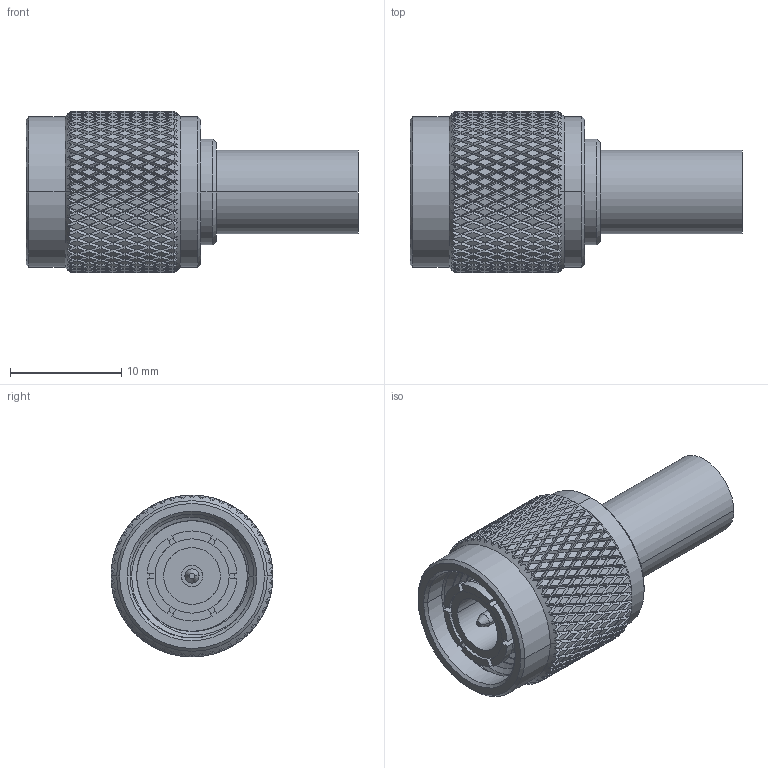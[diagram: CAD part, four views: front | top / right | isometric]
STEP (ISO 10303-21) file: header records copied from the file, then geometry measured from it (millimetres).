
FILE_DESCRIPTION (( 'STEP AP214' ), '1' );
FILE_NAME ('FMCN5291_3D.step', '2024-10-10T23:11:28', ( '' ), ( '' ), 'SwSTEP 2.0', 'SolidWorks 2022', '' );
FILE_SCHEMA (( 'AUTOMOTIVE_DESIGN' ));
Length unit declared in the file: inch
Products named in the file (1): FMCN5291_3D
Bounding box: 29.78 x 14.5 x 14.5 mm (x, y, z)
Volume: 2220.7 mm3; surface area: 2821.1 mm2
Topology: 2 solids, 2 shells, 2641 faces, 5583 edges, 2958 vertices
Faces by surface type: bspline 2003, cylinder 569, plane 41, cone 28
Entity records: 101529 total; most frequent: CARTESIAN_POINT 67602, ORIENTED_EDGE 11166, EDGE_CURVE 5583, VERTEX_POINT 2958, EDGE_LOOP 2655, FACE_OUTER_BOUND 2641, ADVANCED_FACE 2641, B_SPLINE_CURVE_WITH_KNOTS 2272
